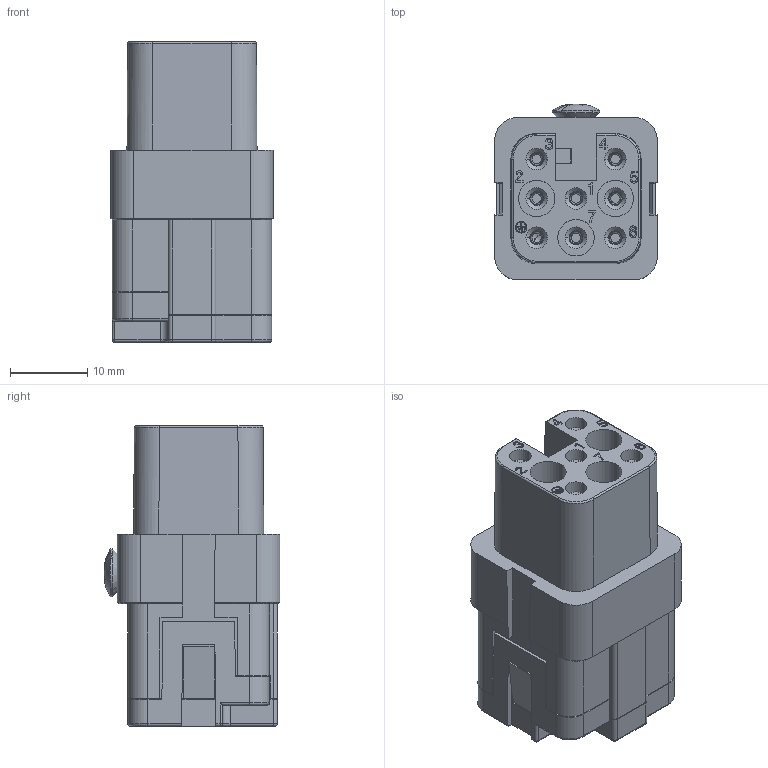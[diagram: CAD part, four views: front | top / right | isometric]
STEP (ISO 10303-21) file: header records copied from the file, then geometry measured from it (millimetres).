
FILE_DESCRIPTION(('Creo Elements/Direct Modeling STEP Export'),'2;1');
FILE_NAME('37jbk2e5pr436op4636','2023-03-22T 8:12:54',(''),(''),'Creo Elements/Direct Modeling STEP processor for AP214 (Solid Model)','Creo Elements/Direct Modeling 20.1B 02-Apr-2019 (C) Parametric Technology GmbH','');
FILE_SCHEMA(('AUTOMOTIVE_DESIGN { 1 0 10303 214 1 1 1 1 }'));
Products named in the file (2): CDYF 07
Assembly tree (1 placements, depth 2):
  CDYF 07
    CDYF 07
Bounding box: 21 x 22.72 x 38.8 mm (x, y, z)
Volume: 11733.7 mm3; surface area: 7216.9 mm2
Topology: 1 solids, 4 shells, 1524 faces, 3988 edges, 2528 vertices
Faces by surface type: plane 839, cylinder 397, cone 145, torus 120, sphere 19, bspline 4
Entity records: 60917 total; most frequent: CARTESIAN_POINT 11841, ORIENTED_EDGE 7938, DIRECTION 7384, EDGE_CURVE 3969, VECTOR 2578, LINE 2578, VERTEX_POINT 2528, AXIS2_PLACEMENT_3D 2403
